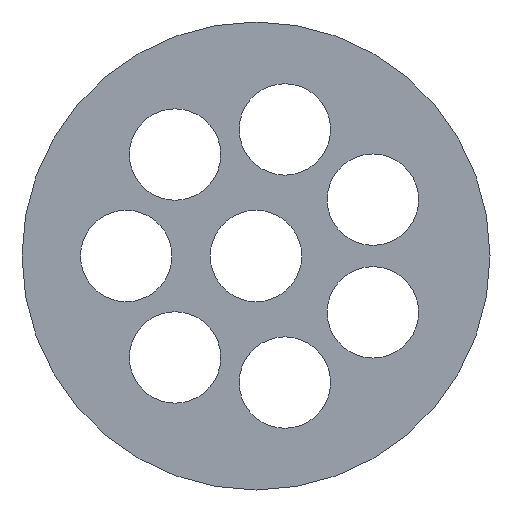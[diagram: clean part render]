
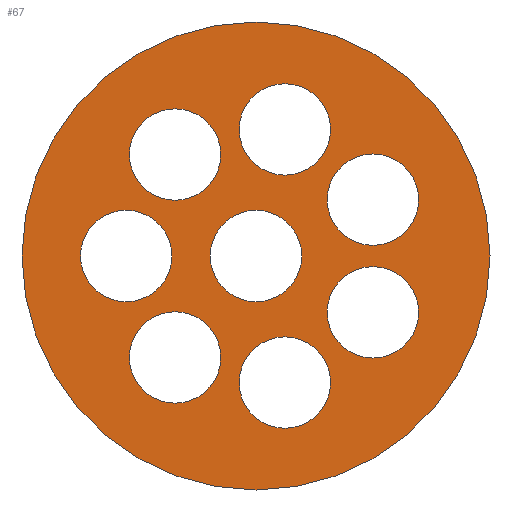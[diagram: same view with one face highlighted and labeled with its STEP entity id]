
A CAD part, left-side view. The second image highlights one B-rep face of the part: STEP entity #67.
In plain terms, the highlighted planar face has unit normal (-1, 0, 0).
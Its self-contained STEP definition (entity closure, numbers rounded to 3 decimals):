
#67 = ADVANCED_FACE( '', ( #161, #162, #163, #164, #165, #166, #167, #168, #169 ), #170, .F. );
#161 = FACE_BOUND( '', #306, .T. );
#162 = FACE_BOUND( '', #307, .T. );
#163 = FACE_BOUND( '', #308, .T. );
#164 = FACE_BOUND( '', #309, .T. );
#165 = FACE_BOUND( '', #310, .T. );
#166 = FACE_BOUND( '', #311, .T. );
#167 = FACE_BOUND( '', #312, .T. );
#168 = FACE_BOUND( '', #313, .T. );
#169 = FACE_OUTER_BOUND( '', #314, .T. );
#170 = PLANE( '', #315 );
#306 = EDGE_LOOP( '', ( #460 ) );
#307 = EDGE_LOOP( '', ( #461 ) );
#308 = EDGE_LOOP( '', ( #462 ) );
#309 = EDGE_LOOP( '', ( #463 ) );
#310 = EDGE_LOOP( '', ( #464 ) );
#311 = EDGE_LOOP( '', ( #465 ) );
#312 = EDGE_LOOP( '', ( #466 ) );
#313 = EDGE_LOOP( '', ( #467 ) );
#314 = EDGE_LOOP( '', ( #468 ) );
#315 = AXIS2_PLACEMENT_3D( '', #469, #470, #471 );
#460 = ORIENTED_EDGE( '', *, *, #779, .T. );
#461 = ORIENTED_EDGE( '', *, *, #780, .T. );
#462 = ORIENTED_EDGE( '', *, *, #781, .T. );
#463 = ORIENTED_EDGE( '', *, *, #782, .T. );
#464 = ORIENTED_EDGE( '', *, *, #783, .T. );
#465 = ORIENTED_EDGE( '', *, *, #784, .T. );
#466 = ORIENTED_EDGE( '', *, *, #785, .T. );
#467 = ORIENTED_EDGE( '', *, *, #786, .T. );
#468 = ORIENTED_EDGE( '', *, *, #787, .F. );
#469 = CARTESIAN_POINT( '', ( 0., 0., 0. ) );
#470 = DIRECTION( '', ( 1., 0., 0. ) );
#471 = DIRECTION( '', ( 0., 0., -1. ) );
#779 = EDGE_CURVE( '', #918, #918, #919, .T. );
#780 = EDGE_CURVE( '', #920, #920, #921, .T. );
#781 = EDGE_CURVE( '', #922, #922, #923, .T. );
#782 = EDGE_CURVE( '', #924, #924, #925, .T. );
#783 = EDGE_CURVE( '', #926, #926, #927, .T. );
#784 = EDGE_CURVE( '', #928, #928, #929, .T. );
#785 = EDGE_CURVE( '', #930, #930, #931, .T. );
#786 = EDGE_CURVE( '', #932, #932, #933, .T. );
#787 = EDGE_CURVE( '', #934, #934, #935, .T. );
#918 = VERTEX_POINT( '', #1121 );
#919 = CIRCLE( '', #1122, 2.5 );
#920 = VERTEX_POINT( '', #1123 );
#921 = CIRCLE( '', #1124, 2.5 );
#922 = VERTEX_POINT( '', #1125 );
#923 = CIRCLE( '', #1126, 2.5 );
#924 = VERTEX_POINT( '', #1127 );
#925 = CIRCLE( '', #1128, 2.5 );
#926 = VERTEX_POINT( '', #1129 );
#927 = CIRCLE( '', #1130, 2.5 );
#928 = VERTEX_POINT( '', #1131 );
#929 = CIRCLE( '', #1132, 2.5 );
#930 = VERTEX_POINT( '', #1133 );
#931 = CIRCLE( '', #1134, 2.5 );
#932 = VERTEX_POINT( '', #1135 );
#933 = CIRCLE( '', #1136, 2.5 );
#934 = VERTEX_POINT( '', #1137 );
#935 = CIRCLE( '', #1138, 12.8 );
#1121 = CARTESIAN_POINT( '', ( 0., -1.58, 4.422 ) );
#1122 = AXIS2_PLACEMENT_3D( '', #1344, #1345, #1346 );
#1123 = CARTESIAN_POINT( '', ( 0., 4.427, 3.051 ) );
#1124 = AXIS2_PLACEMENT_3D( '', #1347, #1348, #1349 );
#1125 = CARTESIAN_POINT( '', ( 0., -6.397, 0.581 ) );
#1126 = AXIS2_PLACEMENT_3D( '', #1350, #1351, #1352 );
#1127 = CARTESIAN_POINT( '', ( 0., 0., -2.5 ) );
#1128 = AXIS2_PLACEMENT_3D( '', #1353, #1354, #1355 );
#1129 = CARTESIAN_POINT( '', ( 0., 7.1, -2.5 ) );
#1130 = AXIS2_PLACEMENT_3D( '', #1356, #1357, #1358 );
#1131 = CARTESIAN_POINT( '', ( 0., -6.397, -5.581 ) );
#1132 = AXIS2_PLACEMENT_3D( '', #1359, #1360, #1361 );
#1133 = CARTESIAN_POINT( '', ( 0., 4.427, -8.051 ) );
#1134 = AXIS2_PLACEMENT_3D( '', #1362, #1363, #1364 );
#1135 = CARTESIAN_POINT( '', ( 0., -1.58, -9.422 ) );
#1136 = AXIS2_PLACEMENT_3D( '', #1365, #1366, #1367 );
#1137 = CARTESIAN_POINT( '', ( 0., 0., -12.8 ) );
#1138 = AXIS2_PLACEMENT_3D( '', #1368, #1369, #1370 );
#1344 = CARTESIAN_POINT( '', ( 0., -1.58, 6.922 ) );
#1345 = DIRECTION( '', ( 1., 0., 0. ) );
#1346 = DIRECTION( '', ( 0., 0., -1. ) );
#1347 = CARTESIAN_POINT( '', ( 0., 4.427, 5.551 ) );
#1348 = DIRECTION( '', ( 1., 0., 0. ) );
#1349 = DIRECTION( '', ( 0., 0., -1. ) );
#1350 = CARTESIAN_POINT( '', ( 0., -6.397, 3.081 ) );
#1351 = DIRECTION( '', ( 1., 0., 0. ) );
#1352 = DIRECTION( '', ( 0., 0., -1. ) );
#1353 = CARTESIAN_POINT( '', ( 0., 0., 0. ) );
#1354 = DIRECTION( '', ( 1., 0., 0. ) );
#1355 = DIRECTION( '', ( 0., 0., -1. ) );
#1356 = CARTESIAN_POINT( '', ( 0., 7.1, 0. ) );
#1357 = DIRECTION( '', ( 1., 0., 0. ) );
#1358 = DIRECTION( '', ( 0., 0., -1. ) );
#1359 = CARTESIAN_POINT( '', ( 0., -6.397, -3.081 ) );
#1360 = DIRECTION( '', ( 1., 0., 0. ) );
#1361 = DIRECTION( '', ( 0., 0., -1. ) );
#1362 = CARTESIAN_POINT( '', ( 0., 4.427, -5.551 ) );
#1363 = DIRECTION( '', ( 1., 0., 0. ) );
#1364 = DIRECTION( '', ( 0., 0., -1. ) );
#1365 = CARTESIAN_POINT( '', ( 0., -1.58, -6.922 ) );
#1366 = DIRECTION( '', ( 1., 0., 0. ) );
#1367 = DIRECTION( '', ( 0., 0., -1. ) );
#1368 = CARTESIAN_POINT( '', ( 0., 0., 0. ) );
#1369 = DIRECTION( '', ( 1., 0., 0. ) );
#1370 = DIRECTION( '', ( 0., 0., -1. ) );
